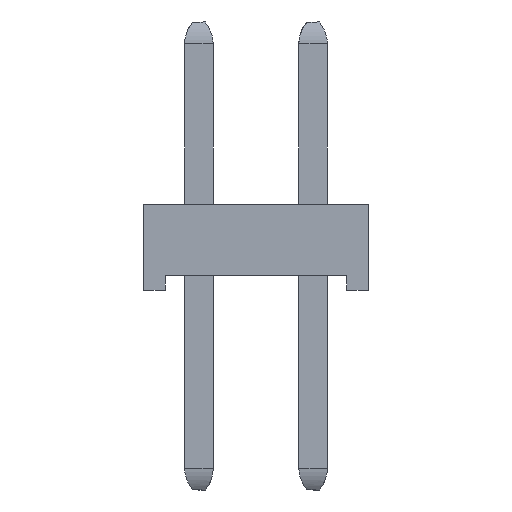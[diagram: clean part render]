
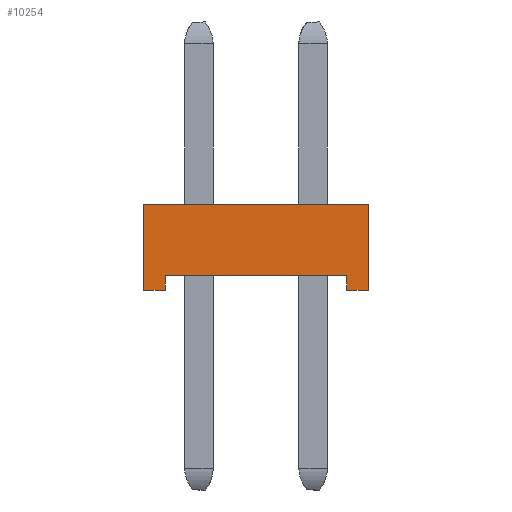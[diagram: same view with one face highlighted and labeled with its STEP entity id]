
A CAD part, left-side view. The second image highlights one B-rep face of the part: STEP entity #10254.
In plain terms, the highlighted planar face has unit normal (-1, 0, 0).
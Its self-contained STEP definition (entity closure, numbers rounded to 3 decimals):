
#10126=CARTESIAN_POINT('',(-10.,-1.969,0.));
#10127=VERTEX_POINT('',#10126);
#10128=CARTESIAN_POINT('',(-10.,-1.588,0.));
#10129=VERTEX_POINT('',#10128);
#10130=CARTESIAN_POINT('',(-10.,-1.969,0.));
#10131=DIRECTION('',(0.0,1.0,0.0));
#10132=VECTOR('',#10131,0.381);
#10133=LINE('',#10130,#10132);
#10134=EDGE_CURVE('',#10127,#10129,#10133,.T.);
#10192=CARTESIAN_POINT('',(-10.,-2.165,-0.075));
#10193=DIRECTION('',(1.0,0.0,0.0));
#10194=DIRECTION('',(0.0,1.0,0.0));
#10195=AXIS2_PLACEMENT_3D('',#10192,#10193,#10194);
#10196=PLANE('',#10195);
#10197=CARTESIAN_POINT('',(-10.,1.968,1.499));
#10198=VERTEX_POINT('',#10197);
#10199=CARTESIAN_POINT('',(-10.,1.968,0.));
#10200=VERTEX_POINT('',#10199);
#10201=CARTESIAN_POINT('',(-10.,1.968,1.499));
#10202=DIRECTION('',(0.0,0.0,-1.0));
#10203=VECTOR('',#10202,1.499);
#10204=LINE('',#10201,#10203);
#10205=EDGE_CURVE('',#10198,#10200,#10204,.T.);
#10206=ORIENTED_EDGE('',*,*,#10205,.T.);
#10207=CARTESIAN_POINT('',(-10.,1.588,0.));
#10208=VERTEX_POINT('',#10207);
#10209=CARTESIAN_POINT('',(-10.,1.968,0.));
#10210=DIRECTION('',(0.0,-1.0,0.0));
#10211=VECTOR('',#10210,0.381);
#10212=LINE('',#10209,#10211);
#10213=EDGE_CURVE('',#10200,#10208,#10212,.T.);
#10214=ORIENTED_EDGE('',*,*,#10213,.T.);
#10215=CARTESIAN_POINT('',(-10.,1.588,0.254));
#10216=VERTEX_POINT('',#10215);
#10217=CARTESIAN_POINT('',(-10.,1.588,0.));
#10218=DIRECTION('',(0.0,0.0,1.0));
#10219=VECTOR('',#10218,0.254);
#10220=LINE('',#10217,#10219);
#10221=EDGE_CURVE('',#10208,#10216,#10220,.T.);
#10222=ORIENTED_EDGE('',*,*,#10221,.T.);
#10223=CARTESIAN_POINT('',(-10.,-1.588,0.254));
#10224=VERTEX_POINT('',#10223);
#10225=CARTESIAN_POINT('',(-10.,1.588,0.254));
#10226=DIRECTION('',(0.0,-1.0,0.0));
#10227=VECTOR('',#10226,3.175);
#10228=LINE('',#10225,#10227);
#10229=EDGE_CURVE('',#10216,#10224,#10228,.T.);
#10230=ORIENTED_EDGE('',*,*,#10229,.T.);
#10231=CARTESIAN_POINT('',(-10.,-1.588,0.));
#10232=DIRECTION('',(0.0,0.0,1.0));
#10233=VECTOR('',#10232,0.254);
#10234=LINE('',#10231,#10233);
#10235=EDGE_CURVE('',#10129,#10224,#10234,.T.);
#10236=ORIENTED_EDGE('',*,*,#10235,.F.);
#10237=ORIENTED_EDGE('',*,*,#10134,.F.);
#10238=CARTESIAN_POINT('',(-10.,-1.969,1.499));
#10239=VERTEX_POINT('',#10238);
#10240=CARTESIAN_POINT('',(-10.,-1.969,1.499));
#10241=DIRECTION('',(0.0,0.0,-1.0));
#10242=VECTOR('',#10241,1.499);
#10243=LINE('',#10240,#10242);
#10244=EDGE_CURVE('',#10239,#10127,#10243,.T.);
#10245=ORIENTED_EDGE('',*,*,#10244,.F.);
#10246=CARTESIAN_POINT('',(-10.,1.968,1.499));
#10247=DIRECTION('',(0.0,-1.0,0.0));
#10248=VECTOR('',#10247,3.937);
#10249=LINE('',#10246,#10248);
#10250=EDGE_CURVE('',#10198,#10239,#10249,.T.);
#10251=ORIENTED_EDGE('',*,*,#10250,.F.);
#10252=EDGE_LOOP('',(#10206,#10214,#10222,#10230,#10236,#10237,#10245,#10251));
#10253=FACE_OUTER_BOUND('',#10252,.T.);
#10254=ADVANCED_FACE('',(#10253),#10196,.F.);
